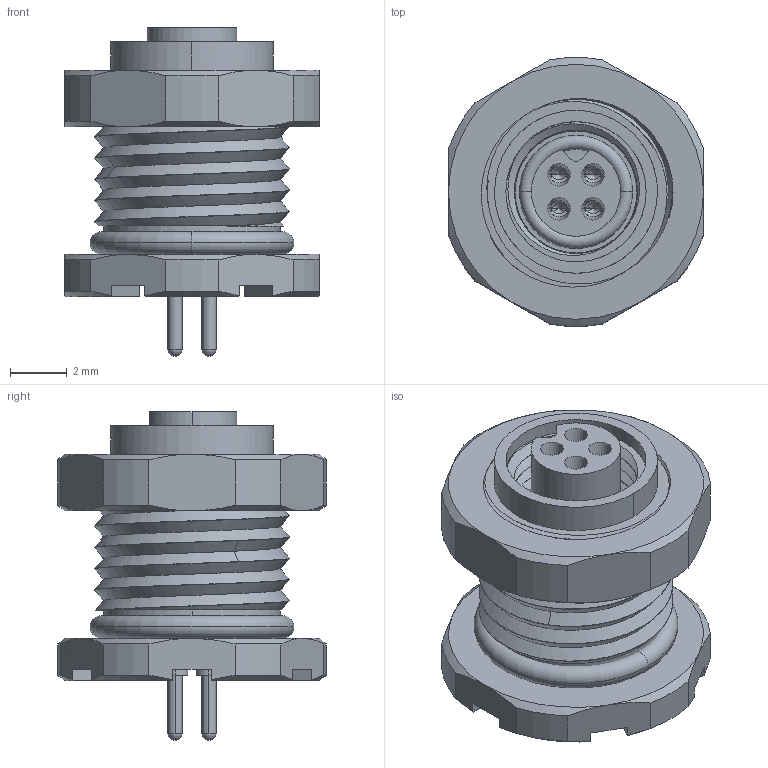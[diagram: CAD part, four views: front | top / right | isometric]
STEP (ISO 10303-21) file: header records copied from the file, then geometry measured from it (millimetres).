
FILE_DESCRIPTION (( 'STEP AP214' ), '1' );
FILE_NAME ('852-004-213R001.STEP', '2024-11-22T18:21:23', ( '' ), ( '' ), 'SwSTEP 2.0', 'SolidWorks 2024', '' );
FILE_SCHEMA (( 'AUTOMOTIVE_DESIGN' ));
Length unit declared in the file: inch
Products named in the file (1): 852-004-213R001
Bounding box: 9 x 9.48 x 11.6 mm (x, y, z)
Volume: 343.3 mm3; surface area: 1116.7 mm2
Topology: 9 solids, 9 shells, 393 faces, 1039 edges, 654 vertices
Faces by surface type: cylinder 158, plane 101, cone 58, bspline 40, torus 32, sphere 4
Entity records: 19027 total; most frequent: CARTESIAN_POINT 10059, ORIENTED_EDGE 1998, DIRECTION 1572, EDGE_CURVE 999, VERTEX_POINT 650, AXIS2_PLACEMENT_3D 629, EDGE_LOOP 435, B_SPLINE_CURVE_WITH_KNOTS 410
